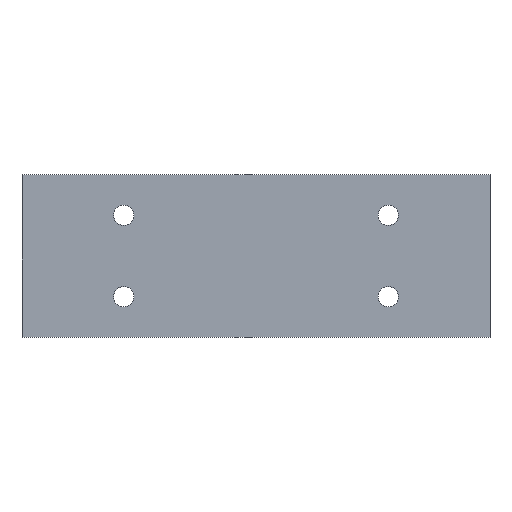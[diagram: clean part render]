
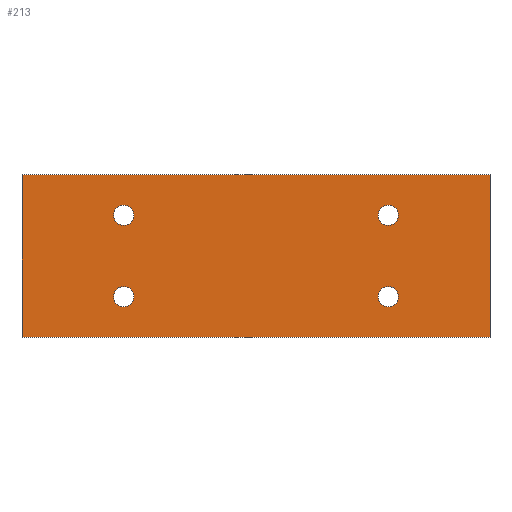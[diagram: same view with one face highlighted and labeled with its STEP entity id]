
A CAD part, top view. The second image highlights one B-rep face of the part: STEP entity #213.
In plain terms, the highlighted planar face has unit normal (0, 0, 1).
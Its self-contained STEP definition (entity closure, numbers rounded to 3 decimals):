
#1 = CARTESIAN_POINT ( 'NONE',  ( 27.5, 30., 5. ) ) ;
#6 = CIRCLE ( 'NONE', #257, 2.5 ) ;
#7 = EDGE_CURVE ( 'NONE', #480, #202, #416, .T. ) ;
#19 = VERTEX_POINT ( 'NONE', #123 ) ;
#20 = CARTESIAN_POINT ( 'NONE',  ( 90., 30., 5. ) ) ;
#21 = EDGE_LOOP ( 'NONE', ( #353, #210 ) ) ;
#24 = DIRECTION ( 'NONE',  ( 0., 0., 1. ) ) ;
#29 = CARTESIAN_POINT ( 'NONE',  ( 115., 0., 5. ) ) ;
#30 = DIRECTION ( 'NONE',  ( 0., 0., 1. ) ) ;
#35 = EDGE_CURVE ( 'NONE', #115, #316, #46, .T. ) ;
#38 = ORIENTED_EDGE ( 'NONE', *, *, #427, .F. ) ;
#42 = EDGE_CURVE ( 'NONE', #300, #149, #272, .T. ) ;
#46 = CIRCLE ( 'NONE', #405, 2.5 ) ;
#48 = CIRCLE ( 'NONE', #116, 2.5 ) ;
#49 = EDGE_CURVE ( 'NONE', #334, #349, #212, .T. ) ;
#51 = DIRECTION ( 'NONE',  ( 0., 0., 1. ) ) ;
#63 = DIRECTION ( 'NONE',  ( -1., 0., 0. ) ) ;
#75 = DIRECTION ( 'NONE',  ( 1., 0., 0. ) ) ;
#76 = VERTEX_POINT ( 'NONE', #120 ) ;
#78 = CARTESIAN_POINT ( 'NONE',  ( 25., 10., 5. ) ) ;
#89 = CIRCLE ( 'NONE', #107, 2.5 ) ;
#90 = DIRECTION ( 'NONE',  ( -1., 0., 0. ) ) ;
#92 = EDGE_LOOP ( 'NONE', ( #221, #38 ) ) ;
#94 = CARTESIAN_POINT ( 'NONE',  ( 25., 30., 5. ) ) ;
#101 = AXIS2_PLACEMENT_3D ( 'NONE', #94, #127, #340 ) ;
#107 = AXIS2_PLACEMENT_3D ( 'NONE', #20, #253, #389 ) ;
#108 = DIRECTION ( 'NONE',  ( -1., 0., 0. ) ) ;
#109 = EDGE_CURVE ( 'NONE', #149, #480, #423, .T. ) ;
#112 = ORIENTED_EDGE ( 'NONE', *, *, #7, .T. ) ;
#115 = VERTEX_POINT ( 'NONE', #472 ) ;
#116 = AXIS2_PLACEMENT_3D ( 'NONE', #354, #24, #445 ) ;
#117 = DIRECTION ( 'NONE',  ( -1., 0., 0. ) ) ;
#120 = CARTESIAN_POINT ( 'NONE',  ( 92.5, 30., 5. ) ) ;
#122 = EDGE_CURVE ( 'NONE', #482, #76, #89, .T. ) ;
#123 = CARTESIAN_POINT ( 'NONE',  ( 22.5, 10., 5. ) ) ;
#125 = AXIS2_PLACEMENT_3D ( 'NONE', #411, #51, #90 ) ;
#127 = DIRECTION ( 'NONE',  ( 0., 0., 1. ) ) ;
#133 = ORIENTED_EDGE ( 'NONE', *, *, #49, .F. ) ;
#137 = CARTESIAN_POINT ( 'NONE',  ( 115., 40., 5. ) ) ;
#143 = DIRECTION ( 'NONE',  ( 0., 0., -1. ) ) ;
#144 = CIRCLE ( 'NONE', #288, 2.5 ) ;
#147 = DIRECTION ( 'NONE',  ( 1., 0., 0. ) ) ;
#149 = VERTEX_POINT ( 'NONE', #137 ) ;
#151 = EDGE_LOOP ( 'NONE', ( #112, #233, #446, #438 ) ) ;
#152 = PLANE ( 'NONE',  #384 ) ;
#153 = EDGE_LOOP ( 'NONE', ( #241, #400 ) ) ;
#176 = VECTOR ( 'NONE', #63, 1000. ) ;
#186 = FACE_BOUND ( 'NONE', #153, .T. ) ;
#194 = CIRCLE ( 'NONE', #447, 2.5 ) ;
#196 = ORIENTED_EDGE ( 'NONE', *, *, #209, .F. ) ;
#202 = VERTEX_POINT ( 'NONE', #246 ) ;
#209 = EDGE_CURVE ( 'NONE', #349, #334, #48, .T. ) ;
#210 = ORIENTED_EDGE ( 'NONE', *, *, #287, .F. ) ;
#212 = CIRCLE ( 'NONE', #125, 2.5 ) ;
#213 = ADVANCED_FACE ( 'NONE', ( #328, #366, #186, #261, #298 ), #152, .F. ) ;
#221 = ORIENTED_EDGE ( 'NONE', *, *, #35, .F. ) ;
#222 = DIRECTION ( 'NONE',  ( 0., 0., 1. ) ) ;
#232 = CARTESIAN_POINT ( 'NONE',  ( 0., 40., 5. ) ) ;
#233 = ORIENTED_EDGE ( 'NONE', *, *, #292, .T. ) ;
#235 = CARTESIAN_POINT ( 'NONE',  ( 25., 30., 5. ) ) ;
#241 = ORIENTED_EDGE ( 'NONE', *, *, #315, .F. ) ;
#246 = CARTESIAN_POINT ( 'NONE',  ( 0., 0., 5. ) ) ;
#253 = DIRECTION ( 'NONE',  ( 0., 0., 1. ) ) ;
#255 = EDGE_CURVE ( 'NONE', #361, #19, #6, .T. ) ;
#257 = AXIS2_PLACEMENT_3D ( 'NONE', #329, #30, #147 ) ;
#259 = CARTESIAN_POINT ( 'NONE',  ( 0., 0., 5. ) ) ;
#261 = FACE_BOUND ( 'NONE', #262, .T. ) ;
#262 = EDGE_LOOP ( 'NONE', ( #133, #196 ) ) ;
#272 = LINE ( 'NONE', #380, #460 ) ;
#273 = VECTOR ( 'NONE', #314, 1000. ) ;
#276 = DIRECTION ( 'NONE',  ( 0., 1., 0. ) ) ;
#287 = EDGE_CURVE ( 'NONE', #76, #482, #194, .T. ) ;
#288 = AXIS2_PLACEMENT_3D ( 'NONE', #78, #222, #442 ) ;
#292 = EDGE_CURVE ( 'NONE', #202, #300, #481, .T. ) ;
#298 = FACE_BOUND ( 'NONE', #21, .T. ) ;
#300 = VERTEX_POINT ( 'NONE', #29 ) ;
#310 = DIRECTION ( 'NONE',  ( 0., 0., 1. ) ) ;
#314 = DIRECTION ( 'NONE',  ( 0., -1., 0. ) ) ;
#315 = EDGE_CURVE ( 'NONE', #19, #361, #144, .T. ) ;
#316 = VERTEX_POINT ( 'NONE', #1 ) ;
#318 = CARTESIAN_POINT ( 'NONE',  ( 92.5, 10., 5. ) ) ;
#328 = FACE_OUTER_BOUND ( 'NONE', #151, .T. ) ;
#329 = CARTESIAN_POINT ( 'NONE',  ( 25., 10., 5. ) ) ;
#334 = VERTEX_POINT ( 'NONE', #369 ) ;
#340 = DIRECTION ( 'NONE',  ( 1., 0., 0. ) ) ;
#343 = CARTESIAN_POINT ( 'NONE',  ( 0., 0., 5. ) ) ;
#349 = VERTEX_POINT ( 'NONE', #318 ) ;
#352 = CIRCLE ( 'NONE', #101, 2.5 ) ;
#353 = ORIENTED_EDGE ( 'NONE', *, *, #122, .F. ) ;
#354 = CARTESIAN_POINT ( 'NONE',  ( 90., 10., 5. ) ) ;
#359 = VECTOR ( 'NONE', #75, 1000. ) ;
#361 = VERTEX_POINT ( 'NONE', #408 ) ;
#366 = FACE_BOUND ( 'NONE', #92, .T. ) ;
#369 = CARTESIAN_POINT ( 'NONE',  ( 87.5, 10., 5. ) ) ;
#380 = CARTESIAN_POINT ( 'NONE',  ( 115., 0., 5. ) ) ;
#384 = AXIS2_PLACEMENT_3D ( 'NONE', #259, #143, #117 ) ;
#389 = DIRECTION ( 'NONE',  ( -1., 0., 0. ) ) ;
#395 = CARTESIAN_POINT ( 'NONE',  ( 0., 40., 5. ) ) ;
#397 = CARTESIAN_POINT ( 'NONE',  ( 90., 30., 5. ) ) ;
#399 = CARTESIAN_POINT ( 'NONE',  ( 0., 0., 5. ) ) ;
#400 = ORIENTED_EDGE ( 'NONE', *, *, #255, .F. ) ;
#405 = AXIS2_PLACEMENT_3D ( 'NONE', #235, #310, #455 ) ;
#408 = CARTESIAN_POINT ( 'NONE',  ( 27.5, 10., 5. ) ) ;
#411 = CARTESIAN_POINT ( 'NONE',  ( 90., 10., 5. ) ) ;
#416 = LINE ( 'NONE', #343, #273 ) ;
#423 = LINE ( 'NONE', #395, #176 ) ;
#427 = EDGE_CURVE ( 'NONE', #316, #115, #352, .T. ) ;
#437 = DIRECTION ( 'NONE',  ( 0., 0., 1. ) ) ;
#438 = ORIENTED_EDGE ( 'NONE', *, *, #109, .T. ) ;
#442 = DIRECTION ( 'NONE',  ( 1., 0., 0. ) ) ;
#445 = DIRECTION ( 'NONE',  ( -1., 0., 0. ) ) ;
#446 = ORIENTED_EDGE ( 'NONE', *, *, #42, .T. ) ;
#447 = AXIS2_PLACEMENT_3D ( 'NONE', #397, #437, #108 ) ;
#452 = CARTESIAN_POINT ( 'NONE',  ( 87.5, 30., 5. ) ) ;
#455 = DIRECTION ( 'NONE',  ( 1., 0., 0. ) ) ;
#460 = VECTOR ( 'NONE', #276, 1000. ) ;
#472 = CARTESIAN_POINT ( 'NONE',  ( 22.5, 30., 5. ) ) ;
#480 = VERTEX_POINT ( 'NONE', #232 ) ;
#481 = LINE ( 'NONE', #399, #359 ) ;
#482 = VERTEX_POINT ( 'NONE', #452 ) ;
